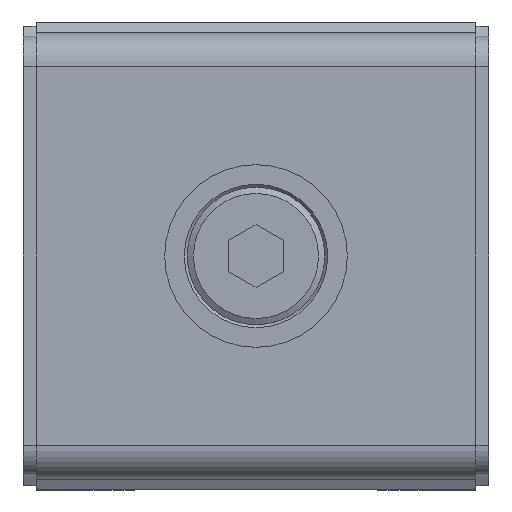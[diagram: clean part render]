
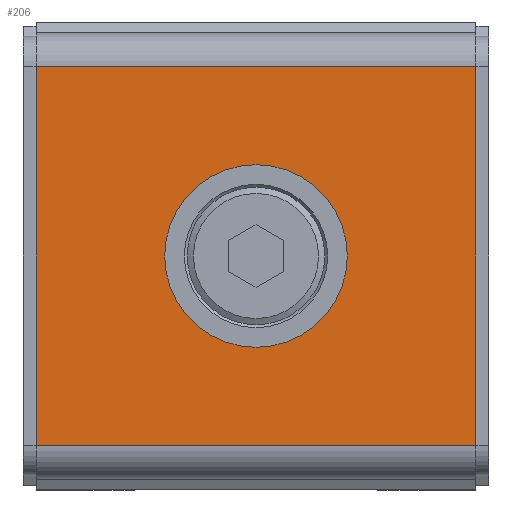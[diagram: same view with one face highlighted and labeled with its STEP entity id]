
A CAD part, front view. The second image highlights one B-rep face of the part: STEP entity #206.
In plain terms, the highlighted planar face has unit normal (0, -1, 0).
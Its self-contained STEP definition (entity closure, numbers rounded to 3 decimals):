
#206 = ADVANCED_FACE( '', ( #567, #568 ), #569, .F. );
#567 = FACE_BOUND( '', #982, .T. );
#568 = FACE_OUTER_BOUND( '', #983, .T. );
#569 = PLANE( '', #984 );
#982 = EDGE_LOOP( '', ( #2073 ) );
#983 = EDGE_LOOP( '', ( #2074, #2075, #2076, #2077 ) );
#984 = AXIS2_PLACEMENT_3D( '', #2078, #2079, #2080 );
#2073 = ORIENTED_EDGE( '', *, *, #2469, .F. );
#2074 = ORIENTED_EDGE( '', *, *, #2724, .T. );
#2075 = ORIENTED_EDGE( '', *, *, #2753, .F. );
#2076 = ORIENTED_EDGE( '', *, *, #2695, .F. );
#2077 = ORIENTED_EDGE( '', *, *, #2754, .T. );
#2078 = CARTESIAN_POINT( '', ( 32.5, 0., 28. ) );
#2079 = DIRECTION( '', ( 0., 1., 0. ) );
#2080 = DIRECTION( '', ( 0., 0., 1. ) );
#2469 = EDGE_CURVE( '', #2913, #2913, #2914, .T. );
#2695 = EDGE_CURVE( '', #3310, #3312, #3313, .T. );
#2724 = EDGE_CURVE( '', #3369, #3367, #3370, .T. );
#2753 = EDGE_CURVE( '', #3312, #3367, #3413, .T. );
#2754 = EDGE_CURVE( '', #3310, #3369, #3414, .T. );
#2913 = VERTEX_POINT( '', #3635 );
#2914 = CIRCLE( '', #3636, 13.5 );
#3310 = VERTEX_POINT( '', #4209 );
#3312 = VERTEX_POINT( '', #4211 );
#3313 = LINE( '', #4212, #4213 );
#3367 = VERTEX_POINT( '', #4289 );
#3369 = VERTEX_POINT( '', #4291 );
#3370 = LINE( '', #4292, #4293 );
#3413 = LINE( '', #4359, #4360 );
#3414 = LINE( '', #4361, #4362 );
#3635 = CARTESIAN_POINT( '', ( 0., 0., -13.5 ) );
#3636 = AXIS2_PLACEMENT_3D( '', #4580, #4581, #4582 );
#4209 = CARTESIAN_POINT( '', ( 32.5, 0., 28. ) );
#4211 = CARTESIAN_POINT( '', ( 32.5, 0., -28. ) );
#4212 = CARTESIAN_POINT( '', ( 32.5, 0., 28. ) );
#4213 = VECTOR( '', #4904, 1000. );
#4289 = CARTESIAN_POINT( '', ( -32.5, 0., -28. ) );
#4291 = CARTESIAN_POINT( '', ( -32.5, 0., 28. ) );
#4292 = CARTESIAN_POINT( '', ( -32.5, 0., 28. ) );
#4293 = VECTOR( '', #4945, 1000. );
#4359 = CARTESIAN_POINT( '', ( 32.5, 0., -28. ) );
#4360 = VECTOR( '', #4984, 1000. );
#4361 = CARTESIAN_POINT( '', ( 32.5, 0., 28. ) );
#4362 = VECTOR( '', #4985, 1000. );
#4580 = CARTESIAN_POINT( '', ( 0., 0., 0. ) );
#4581 = DIRECTION( '', ( 0., -1., 0. ) );
#4582 = DIRECTION( '', ( 0., 0., -1. ) );
#4904 = DIRECTION( '', ( 0., 0., -1. ) );
#4945 = DIRECTION( '', ( 0., 0., -1. ) );
#4984 = DIRECTION( '', ( -1., 0., 0. ) );
#4985 = DIRECTION( '', ( -1., 0., 0. ) );
